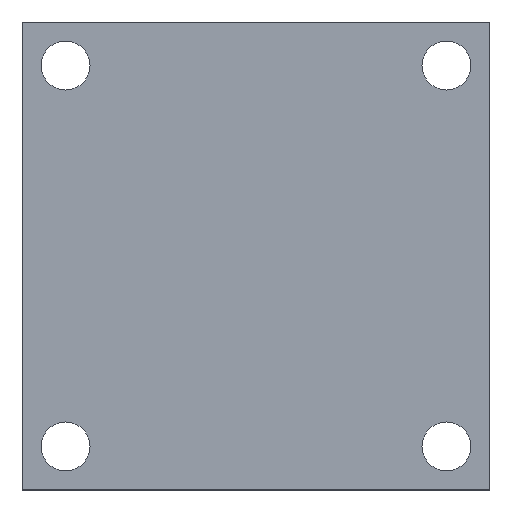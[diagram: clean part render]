
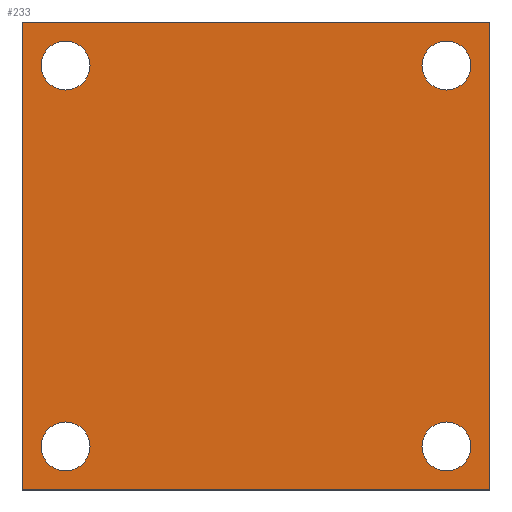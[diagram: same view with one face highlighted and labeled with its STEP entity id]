
A CAD part, top view. The second image highlights one B-rep face of the part: STEP entity #233.
In plain terms, the highlighted planar face has unit normal (0, 0, 1).
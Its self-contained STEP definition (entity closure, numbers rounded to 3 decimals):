
#2 = LINE ( 'NONE', #235, #474 ) ;
#4 = DIRECTION ( 'NONE',  ( 0., 0., 1. ) ) ;
#10 = ORIENTED_EDGE ( 'NONE', *, *, #124, .T. ) ;
#13 = DIRECTION ( 'NONE',  ( -1., 0., 0. ) ) ;
#26 = EDGE_CURVE ( 'NONE', #147, #369, #385, .T. ) ;
#30 = EDGE_LOOP ( 'NONE', ( #60, #126 ) ) ;
#31 = DIRECTION ( 'NONE',  ( 1., 0., 0. ) ) ;
#35 = EDGE_CURVE ( 'NONE', #455, #224, #428, .T. ) ;
#50 = CARTESIAN_POINT ( 'NONE',  ( 30.5, 35., 1. ) ) ;
#51 = LINE ( 'NONE', #153, #225 ) ;
#52 = CARTESIAN_POINT ( 'NONE',  ( -35., 35., 1. ) ) ;
#54 = FACE_BOUND ( 'NONE', #406, .T. ) ;
#60 = ORIENTED_EDGE ( 'NONE', *, *, #26, .F. ) ;
#62 = ORIENTED_EDGE ( 'NONE', *, *, #213, .F. ) ;
#63 = DIRECTION ( 'NONE',  ( 0., 0., 1. ) ) ;
#74 = LINE ( 'NONE', #451, #127 ) ;
#88 = CIRCLE ( 'NONE', #471, 4.5 ) ;
#89 = FACE_BOUND ( 'NONE', #177, .T. ) ;
#91 = VERTEX_POINT ( 'NONE', #227 ) ;
#92 = DIRECTION ( 'NONE',  ( 1., 0., 0. ) ) ;
#96 = ORIENTED_EDGE ( 'NONE', *, *, #106, .T. ) ;
#97 = DIRECTION ( 'NONE',  ( 0., 0., 1. ) ) ;
#98 = VERTEX_POINT ( 'NONE', #265 ) ;
#102 = CARTESIAN_POINT ( 'NONE',  ( -43., 43., 1. ) ) ;
#106 = EDGE_CURVE ( 'NONE', #98, #292, #74, .T. ) ;
#112 = DIRECTION ( 'NONE',  ( 1., 0., 0. ) ) ;
#124 = EDGE_CURVE ( 'NONE', #292, #360, #2, .T. ) ;
#126 = ORIENTED_EDGE ( 'NONE', *, *, #298, .F. ) ;
#127 = VECTOR ( 'NONE', #185, 1000. ) ;
#128 = DIRECTION ( 'NONE',  ( 1., 0., 0. ) ) ;
#130 = VERTEX_POINT ( 'NONE', #238 ) ;
#137 = ORIENTED_EDGE ( 'NONE', *, *, #287, .F. ) ;
#147 = VERTEX_POINT ( 'NONE', #50 ) ;
#153 = CARTESIAN_POINT ( 'NONE',  ( -43., -43., 1. ) ) ;
#154 = EDGE_CURVE ( 'NONE', #91, #250, #414, .T. ) ;
#155 = DIRECTION ( 'NONE',  ( 1., 0., 0. ) ) ;
#157 = LINE ( 'NONE', #310, #262 ) ;
#159 = EDGE_CURVE ( 'NONE', #360, #399, #51, .T. ) ;
#166 = AXIS2_PLACEMENT_3D ( 'NONE', #269, #338, #482 ) ;
#171 = EDGE_LOOP ( 'NONE', ( #137, #231 ) ) ;
#177 = EDGE_LOOP ( 'NONE', ( #206, #470 ) ) ;
#178 = EDGE_CURVE ( 'NONE', #399, #98, #157, .T. ) ;
#181 = CIRCLE ( 'NONE', #187, 4.5 ) ;
#185 = DIRECTION ( 'NONE',  ( 0., 1., 0. ) ) ;
#187 = AXIS2_PLACEMENT_3D ( 'NONE', #357, #97, #128 ) ;
#189 = DIRECTION ( 'NONE',  ( 0., 0., 1. ) ) ;
#198 = DIRECTION ( 'NONE',  ( -1., 0., 0. ) ) ;
#200 = DIRECTION ( 'NONE',  ( 1., 0., 0. ) ) ;
#203 = DIRECTION ( 'NONE',  ( 1., 0., 0. ) ) ;
#206 = ORIENTED_EDGE ( 'NONE', *, *, #477, .F. ) ;
#211 = ORIENTED_EDGE ( 'NONE', *, *, #178, .T. ) ;
#213 = EDGE_CURVE ( 'NONE', #130, #305, #237, .T. ) ;
#214 = ORIENTED_EDGE ( 'NONE', *, *, #159, .T. ) ;
#219 = AXIS2_PLACEMENT_3D ( 'NONE', #478, #63, #203 ) ;
#220 = CARTESIAN_POINT ( 'NONE',  ( 39.5, -35., 1. ) ) ;
#224 = VERTEX_POINT ( 'NONE', #242 ) ;
#225 = VECTOR ( 'NONE', #348, 1000. ) ;
#227 = CARTESIAN_POINT ( 'NONE',  ( -30.5, 35., 1. ) ) ;
#231 = ORIENTED_EDGE ( 'NONE', *, *, #35, .F. ) ;
#232 = DIRECTION ( 'NONE',  ( 0., 0., 1. ) ) ;
#233 = ADVANCED_FACE ( 'NONE', ( #421, #395, #392, #89, #54 ), #312, .F. ) ;
#235 = CARTESIAN_POINT ( 'NONE',  ( -43., 43., 1. ) ) ;
#237 = CIRCLE ( 'NONE', #408, 4.5 ) ;
#238 = CARTESIAN_POINT ( 'NONE',  ( -39.5, -35., 1. ) ) ;
#242 = CARTESIAN_POINT ( 'NONE',  ( 30.5, -35., 1. ) ) ;
#244 = CARTESIAN_POINT ( 'NONE',  ( -30.5, -35., 1. ) ) ;
#250 = VERTEX_POINT ( 'NONE', #420 ) ;
#255 = CARTESIAN_POINT ( 'NONE',  ( 39.5, 35., 1. ) ) ;
#262 = VECTOR ( 'NONE', #155, 1000. ) ;
#265 = CARTESIAN_POINT ( 'NONE',  ( 43., -43., 1. ) ) ;
#269 = CARTESIAN_POINT ( 'NONE',  ( 35., 35., 1. ) ) ;
#274 = CARTESIAN_POINT ( 'NONE',  ( -35., -35., 1. ) ) ;
#279 = AXIS2_PLACEMENT_3D ( 'NONE', #346, #340, #13 ) ;
#287 = EDGE_CURVE ( 'NONE', #224, #455, #429, .T. ) ;
#292 = VERTEX_POINT ( 'NONE', #472 ) ;
#298 = EDGE_CURVE ( 'NONE', #369, #147, #181, .T. ) ;
#304 = DIRECTION ( 'NONE',  ( 1., 0., 0. ) ) ;
#305 = VERTEX_POINT ( 'NONE', #244 ) ;
#310 = CARTESIAN_POINT ( 'NONE',  ( -43., -43., 1. ) ) ;
#312 = PLANE ( 'NONE',  #279 ) ;
#328 = CARTESIAN_POINT ( 'NONE',  ( -35., 35., 1. ) ) ;
#338 = DIRECTION ( 'NONE',  ( 0., 0., 1. ) ) ;
#339 = ORIENTED_EDGE ( 'NONE', *, *, #435, .F. ) ;
#340 = DIRECTION ( 'NONE',  ( 0., 0., -1. ) ) ;
#341 = AXIS2_PLACEMENT_3D ( 'NONE', #449, #232, #112 ) ;
#344 = AXIS2_PLACEMENT_3D ( 'NONE', #368, #4, #31 ) ;
#346 = CARTESIAN_POINT ( 'NONE',  ( 0., 0., 1. ) ) ;
#347 = AXIS2_PLACEMENT_3D ( 'NONE', #52, #426, #200 ) ;
#348 = DIRECTION ( 'NONE',  ( 0., -1., 0. ) ) ;
#350 = DIRECTION ( 'NONE',  ( 0., 0., 1. ) ) ;
#351 = EDGE_LOOP ( 'NONE', ( #96, #10, #214, #211 ) ) ;
#357 = CARTESIAN_POINT ( 'NONE',  ( 35., 35., 1. ) ) ;
#360 = VERTEX_POINT ( 'NONE', #102 ) ;
#368 = CARTESIAN_POINT ( 'NONE',  ( -35., -35., 1. ) ) ;
#369 = VERTEX_POINT ( 'NONE', #255 ) ;
#385 = CIRCLE ( 'NONE', #166, 4.5 ) ;
#389 = CIRCLE ( 'NONE', #344, 4.5 ) ;
#392 = FACE_BOUND ( 'NONE', #171, .T. ) ;
#395 = FACE_BOUND ( 'NONE', #30, .T. ) ;
#399 = VERTEX_POINT ( 'NONE', #410 ) ;
#406 = EDGE_LOOP ( 'NONE', ( #62, #339 ) ) ;
#408 = AXIS2_PLACEMENT_3D ( 'NONE', #274, #350, #92 ) ;
#410 = CARTESIAN_POINT ( 'NONE',  ( -43., -43., 1. ) ) ;
#414 = CIRCLE ( 'NONE', #347, 4.5 ) ;
#420 = CARTESIAN_POINT ( 'NONE',  ( -39.5, 35., 1. ) ) ;
#421 = FACE_OUTER_BOUND ( 'NONE', #351, .T. ) ;
#426 = DIRECTION ( 'NONE',  ( 0., 0., 1. ) ) ;
#428 = CIRCLE ( 'NONE', #341, 4.5 ) ;
#429 = CIRCLE ( 'NONE', #219, 4.5 ) ;
#435 = EDGE_CURVE ( 'NONE', #305, #130, #389, .T. ) ;
#449 = CARTESIAN_POINT ( 'NONE',  ( 35., -35., 1. ) ) ;
#451 = CARTESIAN_POINT ( 'NONE',  ( 43., -43., 1. ) ) ;
#455 = VERTEX_POINT ( 'NONE', #220 ) ;
#470 = ORIENTED_EDGE ( 'NONE', *, *, #154, .F. ) ;
#471 = AXIS2_PLACEMENT_3D ( 'NONE', #328, #189, #304 ) ;
#472 = CARTESIAN_POINT ( 'NONE',  ( 43., 43., 1. ) ) ;
#474 = VECTOR ( 'NONE', #198, 1000. ) ;
#477 = EDGE_CURVE ( 'NONE', #250, #91, #88, .T. ) ;
#478 = CARTESIAN_POINT ( 'NONE',  ( 35., -35., 1. ) ) ;
#482 = DIRECTION ( 'NONE',  ( 1., 0., 0. ) ) ;
